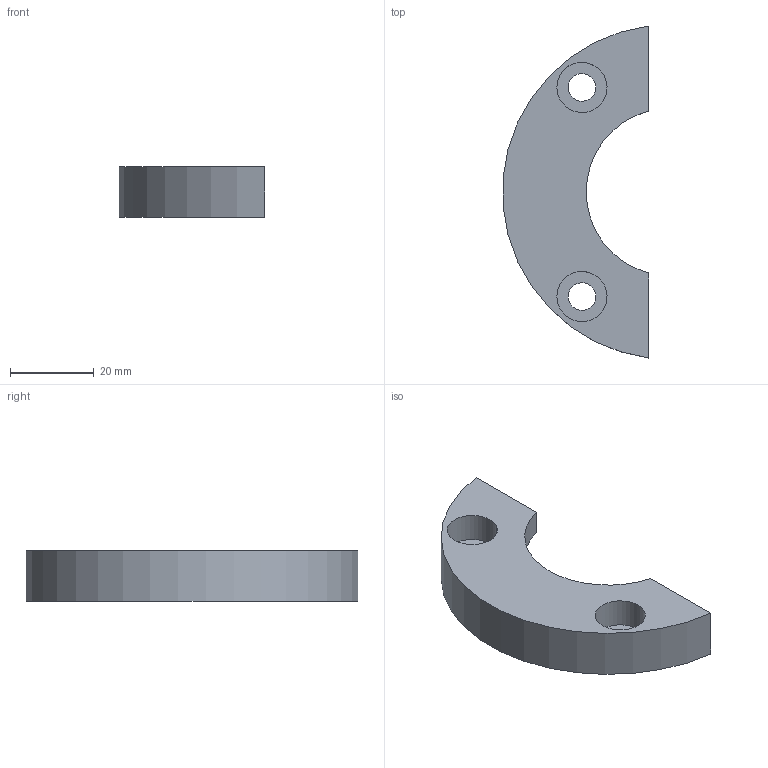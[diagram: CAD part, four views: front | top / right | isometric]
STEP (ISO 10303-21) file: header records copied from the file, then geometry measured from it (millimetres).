
FILE_DESCRIPTION(('CATIA V5 STEP Exchange'),'2;1');
FILE_NAME('RDRB111.32.stp','2017-03-08T09:00:45+00:00',('none'),('none'),'CATIA Version 5 Release 19 GA (IN-10)','CATIA V5 STEP AP203','none');
FILE_SCHEMA(('CONFIG_CONTROL_DESIGN'));
Length unit declared in the file: millimetre
Products named in the file (1): RDRB111.32
Bounding box: 34.86 x 79.37 x 12 mm (x, y, z)
Volume: 16255.5 mm3; surface area: 6510.4 mm2
Topology: 1 solids, 1 shells, 18 faces, 45 edges, 35 vertices
Faces by surface type: cylinder 11, plane 7
Entity records: 557 total; most frequent: CARTESIAN_POINT 93, ORIENTED_EDGE 84, DIRECTION 69, EDGE_CURVE 42, AXIS2_PLACEMENT_3D 35, VERTEX_POINT 28, EDGE_LOOP 24, VECTOR 23
